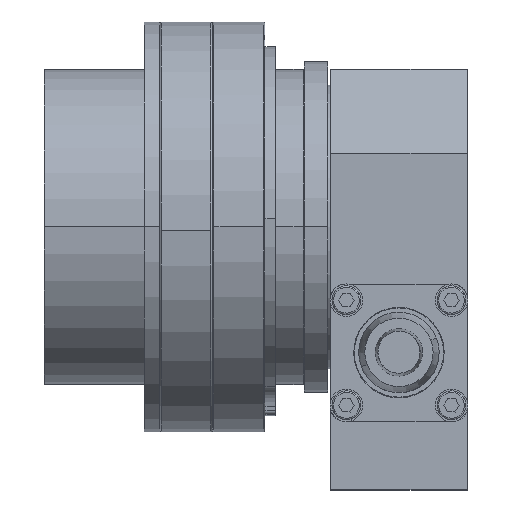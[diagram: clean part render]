
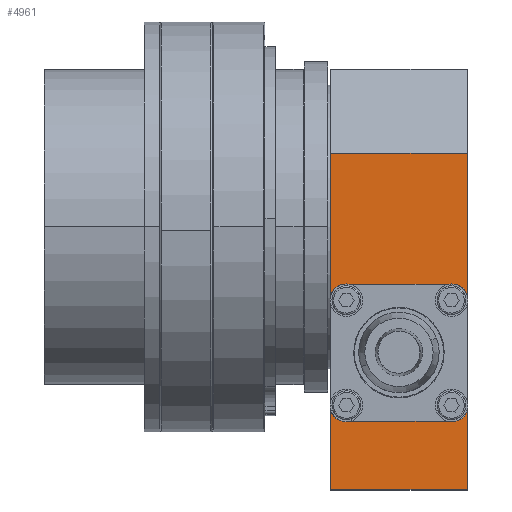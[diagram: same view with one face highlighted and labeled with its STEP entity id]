
A CAD part, top view. The second image highlights one B-rep face of the part: STEP entity #4961.
In plain terms, the highlighted face is planar.
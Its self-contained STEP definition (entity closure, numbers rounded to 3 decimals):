
#26 = CARTESIAN_POINT ( 'NONE',  ( 30., 0., -14. ) ) ;
#57 = ORIENTED_EDGE ( 'NONE', *, *, #12406, .F. ) ;
#63 = CIRCLE ( 'NONE', #10585, 1.25 ) ;
#95 = VERTEX_POINT ( 'NONE', #15461 ) ;
#552 = FACE_BOUND ( 'NONE', #1169, .T. ) ;
#775 = EDGE_CURVE ( 'NONE', #1723, #4790, #12155, .T. ) ;
#776 = VERTEX_POINT ( 'NONE', #11067 ) ;
#953 = CARTESIAN_POINT ( 'NONE',  ( 30., 26., -14. ) ) ;
#1169 = EDGE_LOOP ( 'NONE', ( #1648, #4558 ) ) ;
#1182 = AXIS2_PLACEMENT_3D ( 'NONE', #14089, #11901, #8368 ) ;
#1303 = CARTESIAN_POINT ( 'NONE',  ( 30., 26., 50. ) ) ;
#1461 = ORIENTED_EDGE ( 'NONE', *, *, #14435, .F. ) ;
#1648 = ORIENTED_EDGE ( 'NONE', *, *, #11330, .F. ) ;
#1723 = VERTEX_POINT ( 'NONE', #9541 ) ;
#1743 = CARTESIAN_POINT ( 'NONE',  ( 30., 3., 14. ) ) ;
#1824 = CARTESIAN_POINT ( 'NONE',  ( 30., 3., 14. ) ) ;
#1947 = CARTESIAN_POINT ( 'NONE',  ( 30., 26., 50. ) ) ;
#1984 = CARTESIAN_POINT ( 'NONE',  ( 30., 3., 34. ) ) ;
#1994 = DIRECTION ( 'NONE',  ( 0., 0., -1. ) ) ;
#2075 = EDGE_CURVE ( 'NONE', #2436, #14845, #11025, .T. ) ;
#2097 = AXIS2_PLACEMENT_3D ( 'NONE', #15047, #4224, #9018 ) ;
#2436 = VERTEX_POINT ( 'NONE', #14015 ) ;
#2500 = DIRECTION ( 'NONE',  ( 0., 0., -1. ) ) ;
#2938 = CARTESIAN_POINT ( 'NONE',  ( 30., 23., 32.75 ) ) ;
#3010 = AXIS2_PLACEMENT_3D ( 'NONE', #11555, #10230, #8094 ) ;
#3034 = EDGE_CURVE ( 'NONE', #10606, #1723, #14309, .T. ) ;
#3038 = EDGE_LOOP ( 'NONE', ( #57, #6061 ) ) ;
#3250 = CIRCLE ( 'NONE', #3010, 1.25 ) ;
#3573 = EDGE_CURVE ( 'NONE', #10809, #13044, #63, .T. ) ;
#3581 = DIRECTION ( 'NONE',  ( 0., -1., 0. ) ) ;
#3977 = DIRECTION ( 'NONE',  ( 1., 0., 0. ) ) ;
#4224 = DIRECTION ( 'NONE',  ( -1., 0., 0. ) ) ;
#4269 = VERTEX_POINT ( 'NONE', #2938 ) ;
#4546 = EDGE_CURVE ( 'NONE', #13044, #10809, #9346, .T. ) ;
#4558 = ORIENTED_EDGE ( 'NONE', *, *, #12428, .F. ) ;
#4718 = EDGE_CURVE ( 'NONE', #4790, #9284, #5571, .T. ) ;
#4790 = VERTEX_POINT ( 'NONE', #26 ) ;
#4821 = VECTOR ( 'NONE', #10527, 1000. ) ;
#4961 = ADVANCED_FACE ( 'NONE', ( #10120, #10202, #7679, #552, #7598, #14811 ), #11223, .F. ) ;
#5108 = CARTESIAN_POINT ( 'NONE',  ( 30., 3., 15.25 ) ) ;
#5169 = DIRECTION ( 'NONE',  ( 0., 0., -1. ) ) ;
#5387 = AXIS2_PLACEMENT_3D ( 'NONE', #1984, #5730, #11476 ) ;
#5401 = AXIS2_PLACEMENT_3D ( 'NONE', #7684, #12475, #5169 ) ;
#5507 = ORIENTED_EDGE ( 'NONE', *, *, #4718, .T. ) ;
#5550 = EDGE_CURVE ( 'NONE', #10606, #9284, #12683, .T. ) ;
#5571 = LINE ( 'NONE', #953, #4821 ) ;
#5730 = DIRECTION ( 'NONE',  ( 1., 0., 0. ) ) ;
#6061 = ORIENTED_EDGE ( 'NONE', *, *, #10709, .F. ) ;
#6419 = CARTESIAN_POINT ( 'NONE',  ( 30., 0., 50. ) ) ;
#6531 = CARTESIAN_POINT ( 'NONE',  ( 30., 13., 15. ) ) ;
#6586 = EDGE_LOOP ( 'NONE', ( #11905, #15374 ) ) ;
#6761 = VECTOR ( 'NONE', #10028, 1000. ) ;
#7205 = CIRCLE ( 'NONE', #9717, 1.25 ) ;
#7386 = EDGE_LOOP ( 'NONE', ( #14548, #5507, #15323, #9813 ) ) ;
#7587 = CARTESIAN_POINT ( 'NONE',  ( 30., 23., 34. ) ) ;
#7598 = FACE_OUTER_BOUND ( 'NONE', #7386, .T. ) ;
#7679 = FACE_BOUND ( 'NONE', #6586, .T. ) ;
#7684 = CARTESIAN_POINT ( 'NONE',  ( 30., 23., 14. ) ) ;
#7692 = DIRECTION ( 'NONE',  ( 1., 0., 0. ) ) ;
#7773 = DIRECTION ( 'NONE',  ( 1., 0., 0. ) ) ;
#7818 = DIRECTION ( 'NONE',  ( 0., 0., -1. ) ) ;
#7939 = CARTESIAN_POINT ( 'NONE',  ( 30., 3., 34. ) ) ;
#8020 = VERTEX_POINT ( 'NONE', #12900 ) ;
#8094 = DIRECTION ( 'NONE',  ( 0., 0., -1. ) ) ;
#8202 = DIRECTION ( 'NONE',  ( 0., 0., -1. ) ) ;
#8205 = EDGE_LOOP ( 'NONE', ( #10556, #12409 ) ) ;
#8368 = DIRECTION ( 'NONE',  ( 0., 0., -1. ) ) ;
#8441 = CARTESIAN_POINT ( 'NONE',  ( 30., 23., 14. ) ) ;
#9018 = DIRECTION ( 'NONE',  ( 0., 0., 1. ) ) ;
#9168 = CIRCLE ( 'NONE', #5387, 1.25 ) ;
#9254 = CARTESIAN_POINT ( 'NONE',  ( 30., 3., 12.75 ) ) ;
#9284 = VERTEX_POINT ( 'NONE', #11147 ) ;
#9346 = CIRCLE ( 'NONE', #10360, 1.25 ) ;
#9541 = CARTESIAN_POINT ( 'NONE',  ( 30., 0., 50. ) ) ;
#9630 = CARTESIAN_POINT ( 'NONE',  ( 30., 13., 24. ) ) ;
#9717 = AXIS2_PLACEMENT_3D ( 'NONE', #7587, #3977, #7818 ) ;
#9812 = VERTEX_POINT ( 'NONE', #13546 ) ;
#9813 = ORIENTED_EDGE ( 'NONE', *, *, #3034, .T. ) ;
#10028 = DIRECTION ( 'NONE',  ( 0., 0., -1. ) ) ;
#10120 = FACE_BOUND ( 'NONE', #12874, .T. ) ;
#10202 = FACE_BOUND ( 'NONE', #8205, .T. ) ;
#10225 = AXIS2_PLACEMENT_3D ( 'NONE', #8441, #10960, #13227 ) ;
#10230 = DIRECTION ( 'NONE',  ( 1., 0., 0. ) ) ;
#10234 = VERTEX_POINT ( 'NONE', #6531 ) ;
#10288 = EDGE_CURVE ( 'NONE', #14845, #2436, #9168, .T. ) ;
#10360 = AXIS2_PLACEMENT_3D ( 'NONE', #1743, #7773, #14743 ) ;
#10527 = DIRECTION ( 'NONE',  ( 0., 1., 0. ) ) ;
#10556 = ORIENTED_EDGE ( 'NONE', *, *, #2075, .F. ) ;
#10585 = AXIS2_PLACEMENT_3D ( 'NONE', #1824, #7692, #13647 ) ;
#10606 = VERTEX_POINT ( 'NONE', #14658 ) ;
#10709 = EDGE_CURVE ( 'NONE', #95, #8020, #10928, .T. ) ;
#10809 = VERTEX_POINT ( 'NONE', #9254 ) ;
#10928 = CIRCLE ( 'NONE', #5401, 1.25 ) ;
#10960 = DIRECTION ( 'NONE',  ( 1., 0., 0. ) ) ;
#11025 = CIRCLE ( 'NONE', #11282, 1.25 ) ;
#11067 = CARTESIAN_POINT ( 'NONE',  ( 30., 23., 35.25 ) ) ;
#11147 = CARTESIAN_POINT ( 'NONE',  ( 30., 26., -14. ) ) ;
#11223 = PLANE ( 'NONE',  #2097 ) ;
#11282 = AXIS2_PLACEMENT_3D ( 'NONE', #7939, #12728, #1994 ) ;
#11330 = EDGE_CURVE ( 'NONE', #10234, #9812, #15189, .T. ) ;
#11476 = DIRECTION ( 'NONE',  ( 0., 0., -1. ) ) ;
#11555 = CARTESIAN_POINT ( 'NONE',  ( 30., 23., 34. ) ) ;
#11822 = DIRECTION ( 'NONE',  ( 1., 0., 0. ) ) ;
#11901 = DIRECTION ( 'NONE',  ( 1., 0., 0. ) ) ;
#11905 = ORIENTED_EDGE ( 'NONE', *, *, #3573, .F. ) ;
#12084 = EDGE_CURVE ( 'NONE', #4269, #776, #7205, .T. ) ;
#12155 = LINE ( 'NONE', #6419, #6761 ) ;
#12224 = CIRCLE ( 'NONE', #13724, 9. ) ;
#12406 = EDGE_CURVE ( 'NONE', #8020, #95, #14957, .T. ) ;
#12409 = ORIENTED_EDGE ( 'NONE', *, *, #10288, .F. ) ;
#12428 = EDGE_CURVE ( 'NONE', #9812, #10234, #12224, .T. ) ;
#12475 = DIRECTION ( 'NONE',  ( 1., 0., 0. ) ) ;
#12683 = LINE ( 'NONE', #1947, #14394 ) ;
#12728 = DIRECTION ( 'NONE',  ( 1., 0., 0. ) ) ;
#12874 = EDGE_LOOP ( 'NONE', ( #13710, #1461 ) ) ;
#12900 = CARTESIAN_POINT ( 'NONE',  ( 30., 23., 12.75 ) ) ;
#13044 = VERTEX_POINT ( 'NONE', #5108 ) ;
#13227 = DIRECTION ( 'NONE',  ( 0., 0., -1. ) ) ;
#13546 = CARTESIAN_POINT ( 'NONE',  ( 30., 13., 33. ) ) ;
#13641 = CARTESIAN_POINT ( 'NONE',  ( 30., 3., 35.25 ) ) ;
#13647 = DIRECTION ( 'NONE',  ( 0., 0., -1. ) ) ;
#13710 = ORIENTED_EDGE ( 'NONE', *, *, #12084, .F. ) ;
#13724 = AXIS2_PLACEMENT_3D ( 'NONE', #9630, #11822, #2500 ) ;
#14015 = CARTESIAN_POINT ( 'NONE',  ( 30., 3., 32.75 ) ) ;
#14089 = CARTESIAN_POINT ( 'NONE',  ( 30., 13., 24. ) ) ;
#14309 = LINE ( 'NONE', #1303, #14788 ) ;
#14394 = VECTOR ( 'NONE', #8202, 1000. ) ;
#14435 = EDGE_CURVE ( 'NONE', #776, #4269, #3250, .T. ) ;
#14548 = ORIENTED_EDGE ( 'NONE', *, *, #775, .T. ) ;
#14658 = CARTESIAN_POINT ( 'NONE',  ( 30., 26., 50. ) ) ;
#14743 = DIRECTION ( 'NONE',  ( 0., 0., -1. ) ) ;
#14788 = VECTOR ( 'NONE', #3581, 1000. ) ;
#14811 = FACE_BOUND ( 'NONE', #3038, .T. ) ;
#14845 = VERTEX_POINT ( 'NONE', #13641 ) ;
#14957 = CIRCLE ( 'NONE', #10225, 1.25 ) ;
#15047 = CARTESIAN_POINT ( 'NONE',  ( 30., 26., 50. ) ) ;
#15189 = CIRCLE ( 'NONE', #1182, 9. ) ;
#15323 = ORIENTED_EDGE ( 'NONE', *, *, #5550, .F. ) ;
#15374 = ORIENTED_EDGE ( 'NONE', *, *, #4546, .F. ) ;
#15461 = CARTESIAN_POINT ( 'NONE',  ( 30., 23., 15.25 ) ) ;
